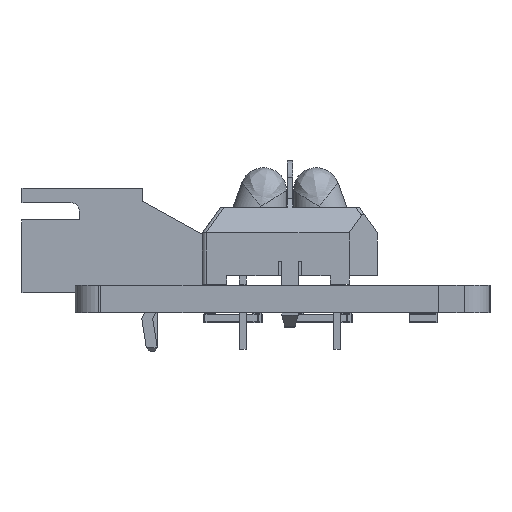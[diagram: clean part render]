
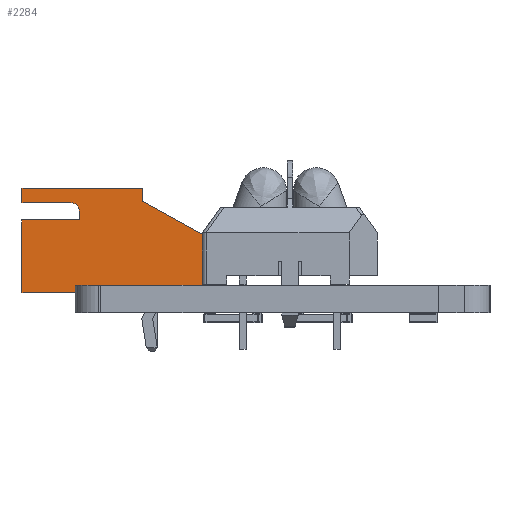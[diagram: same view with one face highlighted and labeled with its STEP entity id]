
A CAD part, left-side view. The second image highlights one B-rep face of the part: STEP entity #2284.
In plain terms, the highlighted face is planar.
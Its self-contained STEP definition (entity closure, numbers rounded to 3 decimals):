
#1310 = VERTEX_POINT('',#1311);
#1311 = CARTESIAN_POINT('',(17.45,-0.6,5.35));
#1319 = EDGE_CURVE('',#1310,#1320,#1322,.T.);
#1320 = VERTEX_POINT('',#1321);
#1321 = CARTESIAN_POINT('',(17.45,-0.6,6.1));
#1322 = LINE('',#1323,#1324);
#1323 = CARTESIAN_POINT('',(17.45,-0.6,0.35));
#1324 = VECTOR('',#1325,1.);
#1325 = DIRECTION('',(0.,0.,1.));
#1432 = VERTEX_POINT('',#1433);
#1433 = CARTESIAN_POINT('',(17.45,-7.6,0.));
#1439 = EDGE_CURVE('',#1432,#1440,#1442,.T.);
#1440 = VERTEX_POINT('',#1441);
#1441 = CARTESIAN_POINT('',(17.45,-7.6,4.25));
#1442 = LINE('',#1443,#1444);
#1443 = CARTESIAN_POINT('',(17.45,-7.6,0.));
#1444 = VECTOR('',#1445,1.);
#1445 = DIRECTION('',(0.,0.,1.));
#1511 = EDGE_CURVE('',#1320,#1512,#1514,.T.);
#1512 = VERTEX_POINT('',#1513);
#1513 = CARTESIAN_POINT('',(17.45,-7.6,6.1));
#1514 = LINE('',#1515,#1516);
#1515 = CARTESIAN_POINT('',(17.45,-0.6,6.1));
#1516 = VECTOR('',#1517,1.);
#1517 = DIRECTION('',(0.,-1.,0.));
#2267 = VERTEX_POINT('',#2268);
#2268 = CARTESIAN_POINT('',(17.45,3.9,2.85));
#2274 = EDGE_CURVE('',#1310,#2267,#2275,.T.);
#2275 = LINE('',#2276,#2277);
#2276 = CARTESIAN_POINT('',(17.45,-0.6,5.35));
#2277 = VECTOR('',#2278,1.);
#2278 = DIRECTION('',(0.,0.874,-0.486)
  );
#2284 = ADVANCED_FACE('',(#2285),#2344,.T.);
#2285 = FACE_BOUND('',#2286,.T.);
#2286 = EDGE_LOOP('',(#2287,#2288,#2296,#2302,#2303,#2304,#2305,#2313,
    #2321,#2330,#2338));
#2287 = ORIENTED_EDGE('',*,*,#1439,.F.);
#2288 = ORIENTED_EDGE('',*,*,#2289,.F.);
#2289 = EDGE_CURVE('',#2290,#1432,#2292,.T.);
#2290 = VERTEX_POINT('',#2291);
#2291 = CARTESIAN_POINT('',(17.45,3.9,0.));
#2292 = LINE('',#2293,#2294);
#2293 = CARTESIAN_POINT('',(17.45,3.9,0.));
#2294 = VECTOR('',#2295,1.);
#2295 = DIRECTION('',(0.,-1.,0.));
#2296 = ORIENTED_EDGE('',*,*,#2297,.F.);
#2297 = EDGE_CURVE('',#2267,#2290,#2298,.T.);
#2298 = LINE('',#2299,#2300);
#2299 = CARTESIAN_POINT('',(17.45,3.9,2.85));
#2300 = VECTOR('',#2301,1.);
#2301 = DIRECTION('',(-0.,0.,-1.));
#2302 = ORIENTED_EDGE('',*,*,#2274,.F.);
#2303 = ORIENTED_EDGE('',*,*,#1319,.T.);
#2304 = ORIENTED_EDGE('',*,*,#1511,.T.);
#2305 = ORIENTED_EDGE('',*,*,#2306,.F.);
#2306 = EDGE_CURVE('',#2307,#1512,#2309,.T.);
#2307 = VERTEX_POINT('',#2308);
#2308 = CARTESIAN_POINT('',(17.45,-7.6,5.25));
#2309 = LINE('',#2310,#2311);
#2310 = CARTESIAN_POINT('',(17.45,-7.6,0.35));
#2311 = VECTOR('',#2312,1.);
#2312 = DIRECTION('',(0.,0.,1.));
#2313 = ORIENTED_EDGE('',*,*,#2314,.T.);
#2314 = EDGE_CURVE('',#2307,#2315,#2317,.T.);
#2315 = VERTEX_POINT('',#2316);
#2316 = CARTESIAN_POINT('',(17.45,-4.75,5.25));
#2317 = LINE('',#2318,#2319);
#2318 = CARTESIAN_POINT('',(17.45,-7.6,5.25));
#2319 = VECTOR('',#2320,1.);
#2320 = DIRECTION('',(0.,1.,0.));
#2321 = ORIENTED_EDGE('',*,*,#2322,.T.);
#2322 = EDGE_CURVE('',#2315,#2323,#2325,.T.);
#2323 = VERTEX_POINT('',#2324);
#2324 = CARTESIAN_POINT('',(17.45,-4.25,4.75));
#2325 = CIRCLE('',#2326,0.5);
#2326 = AXIS2_PLACEMENT_3D('',#2327,#2328,#2329);
#2327 = CARTESIAN_POINT('',(17.45,-4.75,4.75));
#2328 = DIRECTION('',(-1.,0.,0.));
#2329 = DIRECTION('',(0.,0.,1.));
#2330 = ORIENTED_EDGE('',*,*,#2331,.T.);
#2331 = EDGE_CURVE('',#2323,#2332,#2334,.T.);
#2332 = VERTEX_POINT('',#2333);
#2333 = CARTESIAN_POINT('',(17.45,-4.25,4.25));
#2334 = LINE('',#2335,#2336);
#2335 = CARTESIAN_POINT('',(17.45,-4.25,4.75));
#2336 = VECTOR('',#2337,1.);
#2337 = DIRECTION('',(0.,0.,-1.));
#2338 = ORIENTED_EDGE('',*,*,#2339,.T.);
#2339 = EDGE_CURVE('',#2332,#1440,#2340,.T.);
#2340 = LINE('',#2341,#2342);
#2341 = CARTESIAN_POINT('',(17.45,-4.25,4.25));
#2342 = VECTOR('',#2343,1.);
#2343 = DIRECTION('',(0.,-1.,0.));
#2344 = PLANE('',#2345);
#2345 = AXIS2_PLACEMENT_3D('',#2346,#2347,#2348);
#2346 = CARTESIAN_POINT('',(17.45,-2.827,3.048));
#2347 = DIRECTION('',(1.,0.,0.));
#2348 = DIRECTION('',(0.,0.,-1.));
